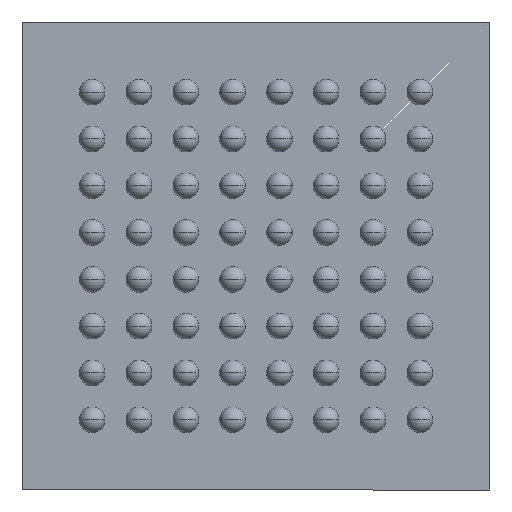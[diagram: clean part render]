
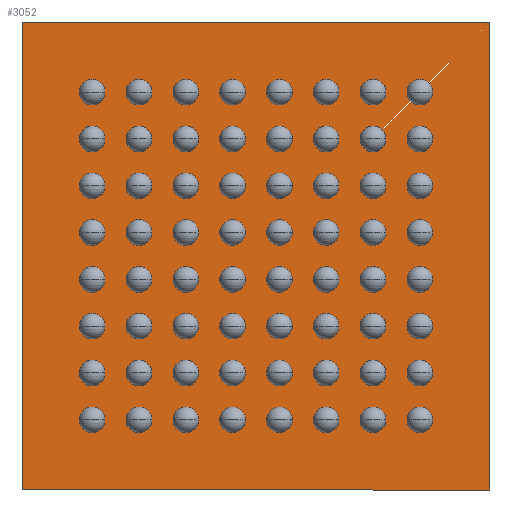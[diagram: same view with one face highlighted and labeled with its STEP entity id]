
A CAD part, front view. The second image highlights one B-rep face of the part: STEP entity #3052.
In plain terms, the highlighted planar face has unit normal (0, -1, 0).
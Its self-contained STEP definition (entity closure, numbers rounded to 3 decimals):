
#130 = VECTOR ( 'NONE', #4533, 1000. ) ;
#388 = LINE ( 'NONE', #3724, #130 ) ;
#618 = VERTEX_POINT ( 'NONE', #801 ) ;
#632 = CARTESIAN_POINT ( 'NONE',  ( 0., 0.11, 0. ) ) ;
#643 = DIRECTION ( 'NONE',  ( -1., 0., 0. ) ) ;
#668 = VECTOR ( 'NONE', #3566, 1000. ) ;
#801 = CARTESIAN_POINT ( 'NONE',  ( 2.5, 0.11, 2.5 ) ) ;
#1061 = DIRECTION ( 'NONE',  ( 0., 0., 1. ) ) ;
#1191 = EDGE_CURVE ( 'NONE', #1840, #4476, #388, .T. ) ;
#1275 = EDGE_LOOP ( 'NONE', ( #1705, #1930, #2837, #2087 ) ) ;
#1679 = VECTOR ( 'NONE', #1061, 1000. ) ;
#1705 = ORIENTED_EDGE ( 'NONE', *, *, #5258, .T. ) ;
#1782 = LINE ( 'NONE', #2698, #668 ) ;
#1840 = VERTEX_POINT ( 'NONE', #2204 ) ;
#1930 = ORIENTED_EDGE ( 'NONE', *, *, #1191, .T. ) ;
#2077 = FACE_OUTER_BOUND ( 'NONE', #1275, .T. ) ;
#2087 = ORIENTED_EDGE ( 'NONE', *, *, #4894, .T. ) ;
#2204 = CARTESIAN_POINT ( 'NONE',  ( -2.5, 0.11, -2.5 ) ) ;
#2547 = CARTESIAN_POINT ( 'NONE',  ( 2.5, 0.11, -2.5 ) ) ;
#2668 = DIRECTION ( 'NONE',  ( 0., 0., 1. ) ) ;
#2698 = CARTESIAN_POINT ( 'NONE',  ( -2.5, 0.11, 2.5 ) ) ;
#2778 = LINE ( 'NONE', #4690, #1679 ) ;
#2837 = ORIENTED_EDGE ( 'NONE', *, *, #3620, .T. ) ;
#2841 = CARTESIAN_POINT ( 'NONE',  ( -2.5, 0.11, 2.5 ) ) ;
#2885 = VECTOR ( 'NONE', #643, 1000. ) ;
#2982 = CARTESIAN_POINT ( 'NONE',  ( 2.5, 0.11, 2.5 ) ) ;
#3038 = DIRECTION ( 'NONE',  ( 0., 1., 0. ) ) ;
#3052 = ADVANCED_FACE ( 'NONE', ( #2077 ), #4299, .F. ) ;
#3566 = DIRECTION ( 'NONE',  ( 0., 0., -1. ) ) ;
#3620 = EDGE_CURVE ( 'NONE', #4476, #618, #2778, .T. ) ;
#3661 = AXIS2_PLACEMENT_3D ( 'NONE', #632, #3038, #2668 ) ;
#3724 = CARTESIAN_POINT ( 'NONE',  ( 2.5, 0.11, -2.5 ) ) ;
#3889 = VERTEX_POINT ( 'NONE', #2841 ) ;
#4299 = PLANE ( 'NONE',  #3661 ) ;
#4476 = VERTEX_POINT ( 'NONE', #2547 ) ;
#4533 = DIRECTION ( 'NONE',  ( 1., 0., 0. ) ) ;
#4690 = CARTESIAN_POINT ( 'NONE',  ( 2.5, 0.11, 2.5 ) ) ;
#4894 = EDGE_CURVE ( 'NONE', #618, #3889, #4986, .T. ) ;
#4986 = LINE ( 'NONE', #2982, #2885 ) ;
#5258 = EDGE_CURVE ( 'NONE', #3889, #1840, #1782, .T. ) ;
